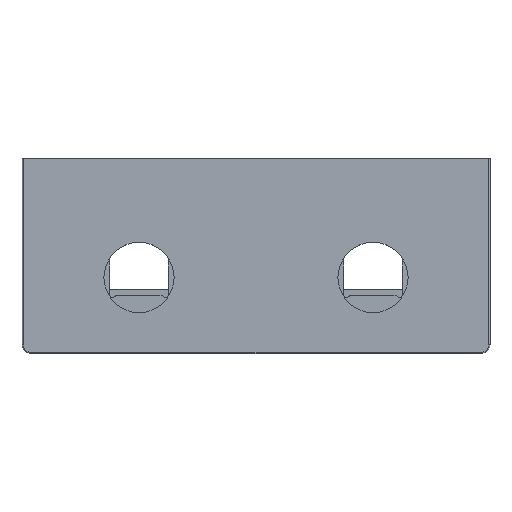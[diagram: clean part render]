
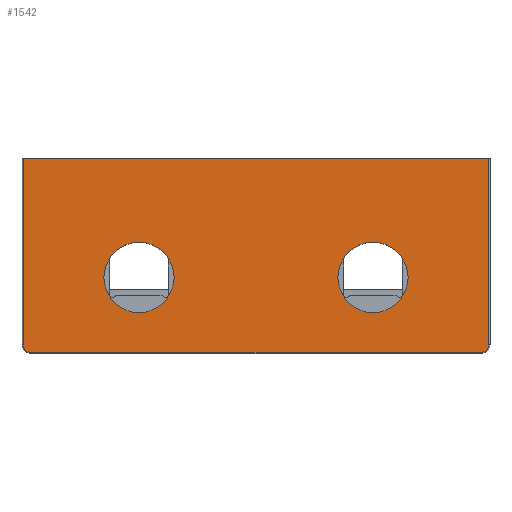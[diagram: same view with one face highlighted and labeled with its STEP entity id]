
A CAD part, top view. The second image highlights one B-rep face of the part: STEP entity #1542.
In plain terms, the highlighted planar face has unit normal (0, 0, 1).
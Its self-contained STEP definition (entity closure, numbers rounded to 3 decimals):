
#1192=CARTESIAN_POINT('',(21478.66,-2094.018,190.0));
#1193=VERTEX_POINT('',#1192);
#1194=CARTESIAN_POINT('',(21388.66,-2094.018,190.0));
#1195=DIRECTION('',(0.,0.,-1.0));
#1196=DIRECTION('',(0.814,0.581,0.));
#1197=AXIS2_PLACEMENT_3D('',#1194,#1195,#1196);
#1198=CIRCLE('',#1197,90.);
#1199=EDGE_CURVE('',#1193,#1193,#1198,.T.);
#1220=CARTESIAN_POINT('',(22078.66,-2094.018,190.0));
#1221=VERTEX_POINT('',#1220);
#1222=CARTESIAN_POINT('',(21988.66,-2094.018,190.0));
#1223=DIRECTION('',(0.,0.,-1.0));
#1224=DIRECTION('',(0.814,0.581,0.));
#1225=AXIS2_PLACEMENT_3D('',#1222,#1223,#1224);
#1226=CIRCLE('',#1225,90.);
#1227=EDGE_CURVE('',#1221,#1221,#1226,.T.);
#1376=CARTESIAN_POINT('',(22285.66,-1789.518,190.0));
#1377=VERTEX_POINT('',#1376);
#1409=CARTESIAN_POINT('',(21091.66,-1789.518,190.0));
#1410=VERTEX_POINT('',#1409);
#1417=CARTESIAN_POINT('',(21091.66,-1789.518,190.0));
#1418=DIRECTION('',(1.0,0.0,0.0));
#1419=VECTOR('',#1418,1194.0);
#1420=LINE('',#1417,#1419);
#1421=EDGE_CURVE('',#1410,#1377,#1420,.T.);
#1488=CARTESIAN_POINT('',(21688.66,-2286.019,190.0));
#1489=DIRECTION('',(0.0,0.0,1.0));
#1490=DIRECTION('',(1.0,0.0,0.0));
#1491=AXIS2_PLACEMENT_3D('',#1488,#1489,#1490);
#1492=PLANE('',#1491);
#1493=ORIENTED_EDGE('',*,*,#1421,.F.);
#1494=CARTESIAN_POINT('',(21091.66,-2267.018,190.0));
#1495=VERTEX_POINT('',#1494);
#1496=CARTESIAN_POINT('',(21091.66,-2267.018,190.0));
#1497=DIRECTION('',(0.0,1.0,0.0));
#1498=VECTOR('',#1497,477.5);
#1499=LINE('',#1496,#1498);
#1500=EDGE_CURVE('',#1495,#1410,#1499,.T.);
#1501=ORIENTED_EDGE('',*,*,#1500,.F.);
#1502=CARTESIAN_POINT('',(21110.66,-2286.018,190.0));
#1503=VERTEX_POINT('',#1502);
#1504=CARTESIAN_POINT('',(21110.66,-2267.018,190.0));
#1505=DIRECTION('',(0.0,0.0,-1.0));
#1506=DIRECTION('',(-1.0,0.0,0.0));
#1507=AXIS2_PLACEMENT_3D('',#1504,#1505,#1506);
#1508=CIRCLE('',#1507,19.);
#1509=EDGE_CURVE('',#1503,#1495,#1508,.T.);
#1510=ORIENTED_EDGE('',*,*,#1509,.F.);
#1511=CARTESIAN_POINT('',(22266.66,-2286.018,190.0));
#1512=VERTEX_POINT('',#1511);
#1513=CARTESIAN_POINT('',(22266.66,-2286.018,190.0));
#1514=DIRECTION('',(-1.0,0.0,0.0));
#1515=VECTOR('',#1514,1156.0);
#1516=LINE('',#1513,#1515);
#1517=EDGE_CURVE('',#1512,#1503,#1516,.T.);
#1518=ORIENTED_EDGE('',*,*,#1517,.F.);
#1519=CARTESIAN_POINT('',(22285.66,-2267.018,190.0));
#1520=VERTEX_POINT('',#1519);
#1521=CARTESIAN_POINT('',(22266.66,-2267.018,190.0));
#1522=DIRECTION('',(0.0,0.0,-1.0));
#1523=DIRECTION('',(0.0,-1.0,0.0));
#1524=AXIS2_PLACEMENT_3D('',#1521,#1522,#1523);
#1525=CIRCLE('',#1524,19.);
#1526=EDGE_CURVE('',#1520,#1512,#1525,.T.);
#1527=ORIENTED_EDGE('',*,*,#1526,.F.);
#1528=CARTESIAN_POINT('',(22285.66,-1789.518,190.0));
#1529=DIRECTION('',(0.0,-1.0,0.0));
#1530=VECTOR('',#1529,477.5);
#1531=LINE('',#1528,#1530);
#1532=EDGE_CURVE('',#1377,#1520,#1531,.T.);
#1533=ORIENTED_EDGE('',*,*,#1532,.F.);
#1534=EDGE_LOOP('',(#1493,#1501,#1510,#1518,#1527,#1533));
#1535=FACE_OUTER_BOUND('',#1534,.T.);
#1536=ORIENTED_EDGE('',*,*,#1199,.T.);
#1537=EDGE_LOOP('',(#1536));
#1538=FACE_BOUND('',#1537,.T.);
#1539=ORIENTED_EDGE('',*,*,#1227,.T.);
#1540=EDGE_LOOP('',(#1539));
#1541=FACE_BOUND('',#1540,.T.);
#1542=ADVANCED_FACE('',(#1535,#1538,#1541),#1492,.T.);
